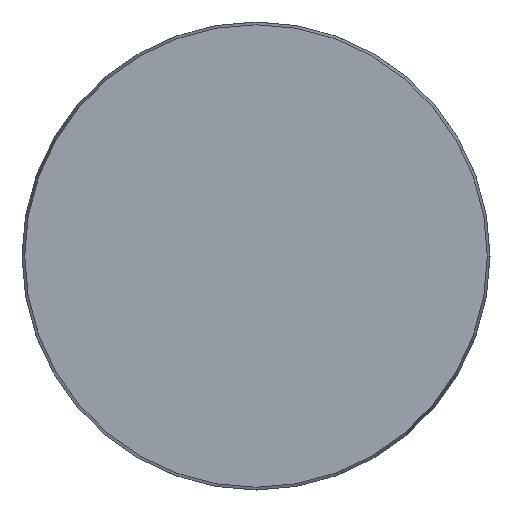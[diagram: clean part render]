
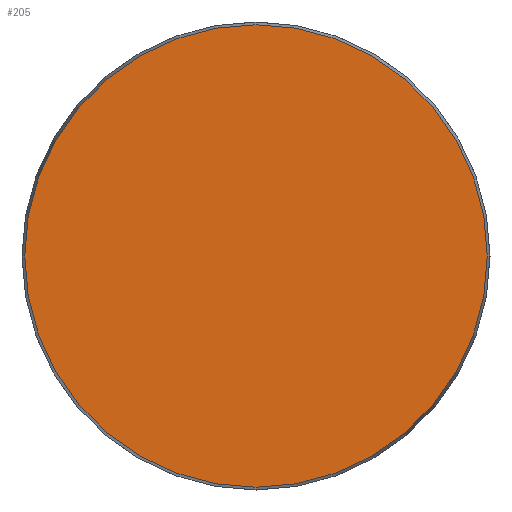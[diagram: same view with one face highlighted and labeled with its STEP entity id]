
A CAD part, front view. The second image highlights one B-rep face of the part: STEP entity #205.
In plain terms, the highlighted planar face has unit normal (0, -1, 0).
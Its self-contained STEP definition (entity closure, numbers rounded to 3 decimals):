
#5 = AXIS2_PLACEMENT_3D ( 'NONE', #609, #737, #617 ) ;
#22 = FACE_OUTER_BOUND ( 'NONE', #473, .T. ) ;
#129 = VERTEX_POINT ( 'NONE', #252 ) ;
#168 = AXIS2_PLACEMENT_3D ( 'NONE', #317, #244, #184 ) ;
#184 = DIRECTION ( 'NONE',  ( 0., 0., 1. ) ) ;
#205 = ADVANCED_FACE ( 'NONE', ( #22 ), #587, .F. ) ;
#244 = DIRECTION ( 'NONE',  ( 0., 1., 0. ) ) ;
#252 = CARTESIAN_POINT ( 'NONE',  ( 0., 0., -48.425 ) ) ;
#297 = CIRCLE ( 'NONE', #5, 48.425 ) ;
#317 = CARTESIAN_POINT ( 'NONE',  ( -48.425, 0., 0. ) ) ;
#394 = EDGE_CURVE ( 'NONE', #129, #129, #297, .T. ) ;
#473 = EDGE_LOOP ( 'NONE', ( #478 ) ) ;
#478 = ORIENTED_EDGE ( 'NONE', *, *, #394, .T. ) ;
#587 = PLANE ( 'NONE',  #168 ) ;
#609 = CARTESIAN_POINT ( 'NONE',  ( 0., 0., 0. ) ) ;
#617 = DIRECTION ( 'NONE',  ( 0., 0., -1. ) ) ;
#737 = DIRECTION ( 'NONE',  ( 0., -1., 0. ) ) ;
